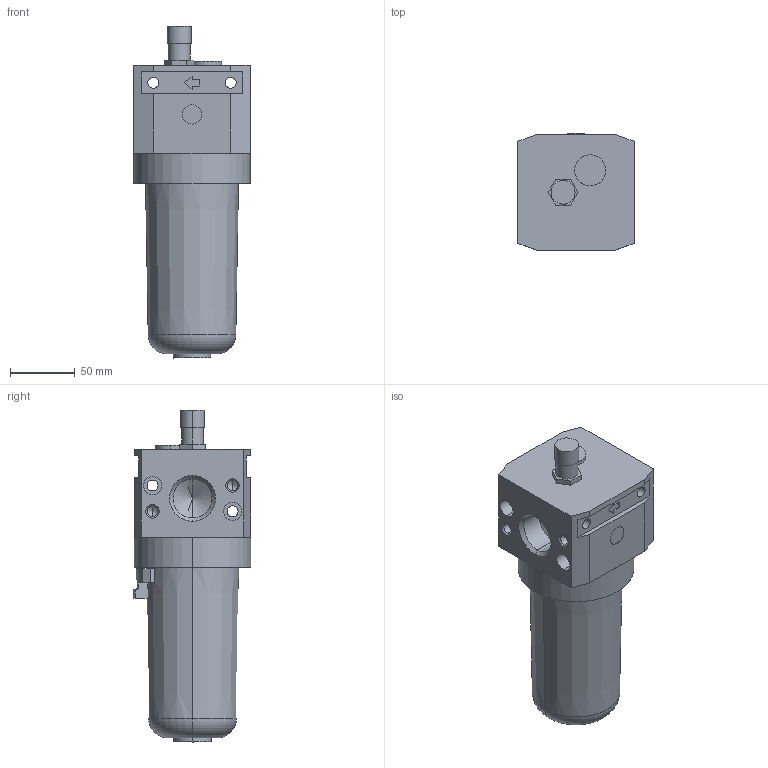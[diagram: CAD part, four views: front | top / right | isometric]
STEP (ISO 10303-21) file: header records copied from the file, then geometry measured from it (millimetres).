
FILE_DESCRIPTION((''),'2;1');
FILE_NAME('17403B.stp','2003-06-16T15:02:07',('maffial1'),(''),'Autodesk Inventor 7','Autodesk Inventor 7','');
FILE_SCHEMA(('AUTOMOTIVE_DESIGN { 1 0 10303 214 1 1 1 1 }'));
Length unit declared in the file: millimetre
Products named in the file (1): 17403B
Bounding box: 90 x 90.83 x 257.2 mm (x, y, z)
Volume: 1130119.3 mm3; surface area: 92720.2 mm2
Topology: 1 solids, 1 shells, 143 faces, 346 edges, 214 vertices
Faces by surface type: plane 54, bspline 44, cylinder 28, cone 15, torus 2
Entity records: 4479 total; most frequent: CARTESIAN_POINT 1216, ORIENTED_EDGE 668, DIRECTION 650, EDGE_CURVE 334, VECTOR 218, LINE 218, AXIS2_PLACEMENT_3D 216, VERTEX_POINT 214
